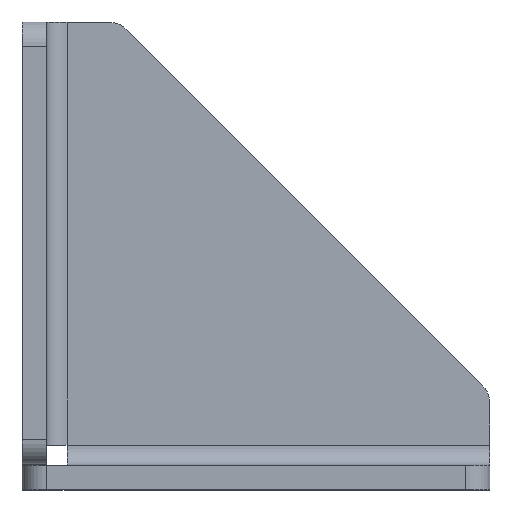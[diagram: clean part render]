
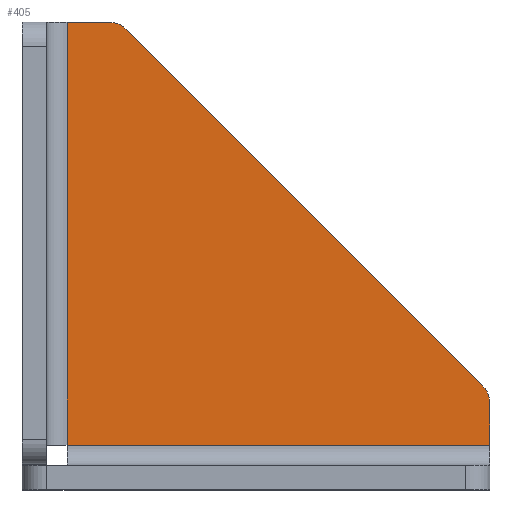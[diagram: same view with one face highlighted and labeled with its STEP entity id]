
A CAD part, top view. The second image highlights one B-rep face of the part: STEP entity #405.
In plain terms, the highlighted planar face has unit normal (0, 0, 1).
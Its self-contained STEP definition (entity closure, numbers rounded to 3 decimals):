
#7 = VERTEX_POINT ( 'NONE', #136 ) ;
#11 = CARTESIAN_POINT ( 'NONE',  ( 38.5, 7.172, 0. ) ) ;
#41 = CARTESIAN_POINT ( 'NONE',  ( 7.172, 38.5, 0. ) ) ;
#42 = VERTEX_POINT ( 'NONE', #210 ) ;
#47 = DIRECTION ( 'NONE',  ( -1., 0., 0. ) ) ;
#136 = CARTESIAN_POINT ( 'NONE',  ( 38.5, 3.7, 0. ) ) ;
#156 = CARTESIAN_POINT ( 'NONE',  ( 38.5, 3.7, 0. ) ) ;
#163 = ORIENTED_EDGE ( 'NONE', *, *, #286, .F. ) ;
#171 = ORIENTED_EDGE ( 'NONE', *, *, #205, .T. ) ;
#177 = CARTESIAN_POINT ( 'NONE',  ( 3.7, 3.7, 0. ) ) ;
#194 = CARTESIAN_POINT ( 'NONE',  ( 8., 38.5, 0. ) ) ;
#201 = VERTEX_POINT ( 'NONE', #11 ) ;
#205 = EDGE_CURVE ( 'NONE', #7, #201, #207, .T. ) ;
#207 = LINE ( 'NONE', #276, #1163 ) ;
#210 = CARTESIAN_POINT ( 'NONE',  ( 8.586, 37.914, 0. ) ) ;
#248 = CARTESIAN_POINT ( 'NONE',  ( 36.5, 7.172, 0. ) ) ;
#264 = ORIENTED_EDGE ( 'NONE', *, *, #772, .T. ) ;
#265 = PLANE ( 'NONE',  #371 ) ;
#268 = EDGE_CURVE ( 'NONE', #857, #42, #1213, .T. ) ;
#276 = CARTESIAN_POINT ( 'NONE',  ( 38.5, 8., 0. ) ) ;
#282 = ORIENTED_EDGE ( 'NONE', *, *, #1102, .F. ) ;
#286 = EDGE_CURVE ( 'NONE', #7, #830, #670, .T. ) ;
#296 = DIRECTION ( 'NONE',  ( 0., 0., 1. ) ) ;
#302 = EDGE_CURVE ( 'NONE', #201, #857, #619, .T. ) ;
#312 = VERTEX_POINT ( 'NONE', #444 ) ;
#346 = ORIENTED_EDGE ( 'NONE', *, *, #268, .T. ) ;
#347 = DIRECTION ( 'NONE',  ( -1., 0., 0. ) ) ;
#371 = AXIS2_PLACEMENT_3D ( 'NONE', #428, #596, #47 ) ;
#405 = ADVANCED_FACE ( 'NONE', ( #1003 ), #265, .F. ) ;
#428 = CARTESIAN_POINT ( 'NONE',  ( 0., 0., 0. ) ) ;
#441 = EDGE_LOOP ( 'NONE', ( #171, #500, #346, #700, #264, #282, #163 ) ) ;
#444 = CARTESIAN_POINT ( 'NONE',  ( 3.7, 38.5, 0. ) ) ;
#461 = LINE ( 'NONE', #177, #873 ) ;
#474 = DIRECTION ( 'NONE',  ( -1., 0., 0. ) ) ;
#500 = ORIENTED_EDGE ( 'NONE', *, *, #302, .T. ) ;
#563 = VECTOR ( 'NONE', #474, 1000. ) ;
#596 = DIRECTION ( 'NONE',  ( 0., 0., -1. ) ) ;
#603 = AXIS2_PLACEMENT_3D ( 'NONE', #833, #296, #938 ) ;
#607 = AXIS2_PLACEMENT_3D ( 'NONE', #248, #892, #347 ) ;
#619 = CIRCLE ( 'NONE', #607, 2. ) ;
#623 = EDGE_CURVE ( 'NONE', #42, #1198, #818, .T. ) ;
#624 = CARTESIAN_POINT ( 'NONE',  ( 0., 38.5, 0. ) ) ;
#641 = VECTOR ( 'NONE', #1179, 1000. ) ;
#670 = LINE ( 'NONE', #156, #641 ) ;
#696 = VECTOR ( 'NONE', #826, 1000. ) ;
#700 = ORIENTED_EDGE ( 'NONE', *, *, #623, .T. ) ;
#772 = EDGE_CURVE ( 'NONE', #1198, #312, #1089, .T. ) ;
#810 = DIRECTION ( 'NONE',  ( 0., 1., 0. ) ) ;
#818 = CIRCLE ( 'NONE', #603, 2. ) ;
#826 = DIRECTION ( 'NONE',  ( -0.707, 0.707, 0. ) ) ;
#830 = VERTEX_POINT ( 'NONE', #1023 ) ;
#833 = CARTESIAN_POINT ( 'NONE',  ( 7.172, 36.5, 0. ) ) ;
#857 = VERTEX_POINT ( 'NONE', #1131 ) ;
#873 = VECTOR ( 'NONE', #917, 1000. ) ;
#892 = DIRECTION ( 'NONE',  ( 0., 0., 1. ) ) ;
#917 = DIRECTION ( 'NONE',  ( 0., 1., 0. ) ) ;
#938 = DIRECTION ( 'NONE',  ( -1., 0., 0. ) ) ;
#1003 = FACE_OUTER_BOUND ( 'NONE', #441, .T. ) ;
#1023 = CARTESIAN_POINT ( 'NONE',  ( 3.7, 3.7, 0. ) ) ;
#1089 = LINE ( 'NONE', #624, #563 ) ;
#1102 = EDGE_CURVE ( 'NONE', #830, #312, #461, .T. ) ;
#1131 = CARTESIAN_POINT ( 'NONE',  ( 37.914, 8.586, 0. ) ) ;
#1163 = VECTOR ( 'NONE', #810, 1000. ) ;
#1179 = DIRECTION ( 'NONE',  ( -1., 0., 0. ) ) ;
#1198 = VERTEX_POINT ( 'NONE', #41 ) ;
#1213 = LINE ( 'NONE', #194, #696 ) ;
